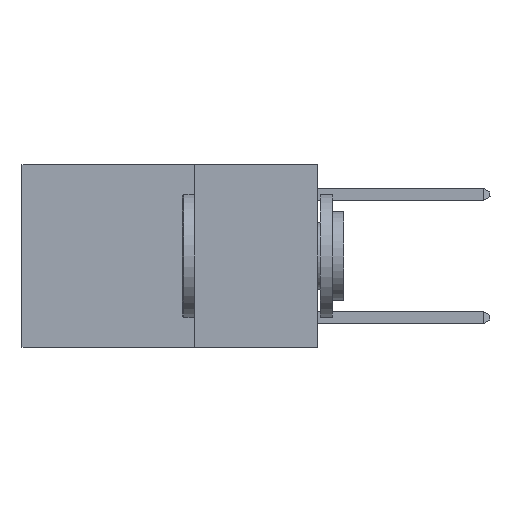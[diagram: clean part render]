
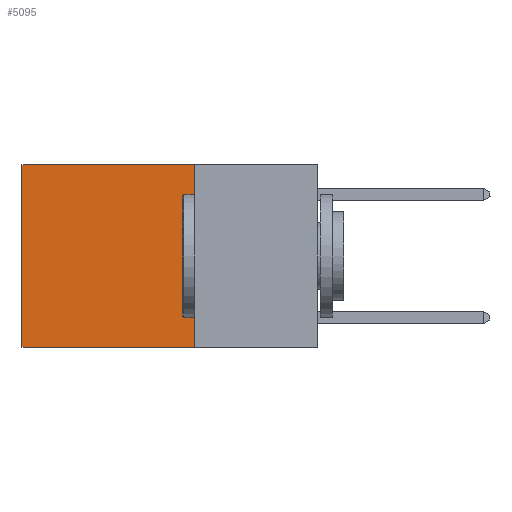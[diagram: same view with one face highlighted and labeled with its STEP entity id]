
A CAD part, left-side view. The second image highlights one B-rep face of the part: STEP entity #5095.
In plain terms, the highlighted planar face has unit normal (-1, 0, 0).
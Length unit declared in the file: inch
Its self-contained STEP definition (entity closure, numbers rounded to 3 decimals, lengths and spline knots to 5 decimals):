
#189 = VERTEX_POINT ( 'NONE', #4259 ) ;
#641 = AXIS2_PLACEMENT_3D ( 'NONE', #1909, #4260, #9172 ) ;
#916 = VECTOR ( 'NONE', #7438, 39.37008 ) ;
#989 = DIRECTION ( 'NONE',  ( 0., 1., 0. ) ) ;
#1853 = PLANE ( 'NONE',  #641 ) ;
#1909 = CARTESIAN_POINT ( 'NONE',  ( 0.2625, 0.25, 0. ) ) ;
#2197 = VERTEX_POINT ( 'NONE', #6395 ) ;
#2393 = ORIENTED_EDGE ( 'NONE', *, *, #5552, .F. ) ;
#2464 = VECTOR ( 'NONE', #989, 39.37008 ) ;
#3040 = CARTESIAN_POINT ( 'NONE',  ( 0.2625, 0.25, 0. ) ) ;
#3134 = DIRECTION ( 'NONE',  ( 0., 1., 0. ) ) ;
#3259 = LINE ( 'NONE', #9851, #916 ) ;
#3263 = EDGE_CURVE ( 'NONE', #189, #5350, #3259, .T. ) ;
#3772 = EDGE_CURVE ( 'NONE', #2197, #8669, #6663, .T. ) ;
#4259 = CARTESIAN_POINT ( 'NONE',  ( 0.2625, 0.6, 0. ) ) ;
#4260 = DIRECTION ( 'NONE',  ( 1., 0., 0. ) ) ;
#4313 = FACE_OUTER_BOUND ( 'NONE', #4896, .T. ) ;
#4492 = VECTOR ( 'NONE', #3134, 39.37008 ) ;
#4708 = ORIENTED_EDGE ( 'NONE', *, *, #3772, .F. ) ;
#4896 = EDGE_LOOP ( 'NONE', ( #6089, #2393, #4708, #5729 ) ) ;
#5095 = ADVANCED_FACE ( 'NONE', ( #4313 ), #1853, .F. ) ;
#5350 = VERTEX_POINT ( 'NONE', #6874 ) ;
#5552 = EDGE_CURVE ( 'NONE', #8669, #5350, #8189, .T. ) ;
#5729 = ORIENTED_EDGE ( 'NONE', *, *, #7702, .T. ) ;
#5784 = CARTESIAN_POINT ( 'NONE',  ( 0.2625, 0.25, -0.37 ) ) ;
#6089 = ORIENTED_EDGE ( 'NONE', *, *, #3263, .T. ) ;
#6128 = LINE ( 'NONE', #3040, #4492 ) ;
#6395 = CARTESIAN_POINT ( 'NONE',  ( 0.2625, 0.25, 0. ) ) ;
#6663 = LINE ( 'NONE', #6766, #9779 ) ;
#6766 = CARTESIAN_POINT ( 'NONE',  ( 0.2625, 0.25, 0. ) ) ;
#6874 = CARTESIAN_POINT ( 'NONE',  ( 0.2625, 0.6, -0.37 ) ) ;
#7438 = DIRECTION ( 'NONE',  ( 0., 0., -1. ) ) ;
#7702 = EDGE_CURVE ( 'NONE', #2197, #189, #6128, .T. ) ;
#8189 = LINE ( 'NONE', #5784, #2464 ) ;
#8669 = VERTEX_POINT ( 'NONE', #8725 ) ;
#8725 = CARTESIAN_POINT ( 'NONE',  ( 0.2625, 0.25, -0.37 ) ) ;
#9172 = DIRECTION ( 'NONE',  ( 0., 0., -1. ) ) ;
#9341 = DIRECTION ( 'NONE',  ( 0., 0., -1. ) ) ;
#9779 = VECTOR ( 'NONE', #9341, 39.37008 ) ;
#9851 = CARTESIAN_POINT ( 'NONE',  ( 0.2625, 0.6, 0. ) ) ;
